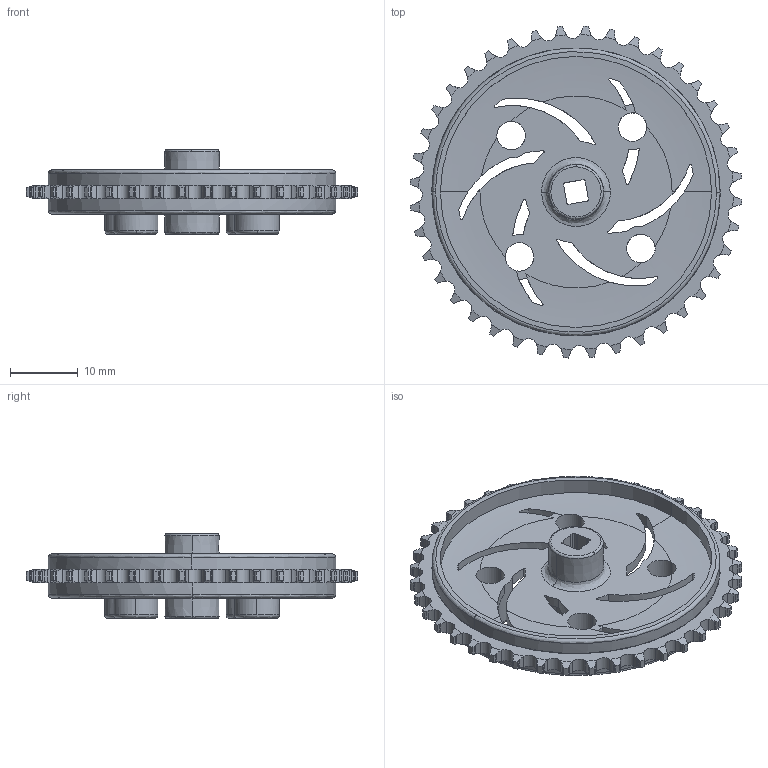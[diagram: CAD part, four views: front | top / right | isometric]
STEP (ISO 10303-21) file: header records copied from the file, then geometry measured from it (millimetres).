
FILE_DESCRIPTION (( 'STEP AP203' ), '1' );
FILE_NAME ('VEX-40-TOOTH-SPROCKET.STEP', '2007-08-25T23:14:05', ( 'Innovation First, Inc.' ), ( 'Innovation First, Inc.' ), 'SwSTEP 2.0', 'SolidWorks 2006052', '' );
FILE_SCHEMA (( 'CONFIG_CONTROL_DESIGN' ));
Length unit declared in the file: inch
Products named in the file (1): VEX-40-TOOTH-SPROCKET
Bounding box: 49.02 x 49.02 x 12.5 mm (x, y, z)
Volume: 4206.9 mm3; surface area: 6138.2 mm2
Topology: 1 solids, 1 shells, 580 faces, 1795 edges, 1205 vertices
Faces by surface type: cylinder 324, plane 122, cone 84, bspline 42, torus 8
Entity records: 23582 total; most frequent: CARTESIAN_POINT 8607, ORIENTED_EDGE 3590, DIRECTION 2639, EDGE_CURVE 1795, VERTEX_POINT 1205, AXIS2_PLACEMENT_3D 1079, B_SPLINE_CURVE_WITH_KNOTS 758, EDGE_LOOP 594
